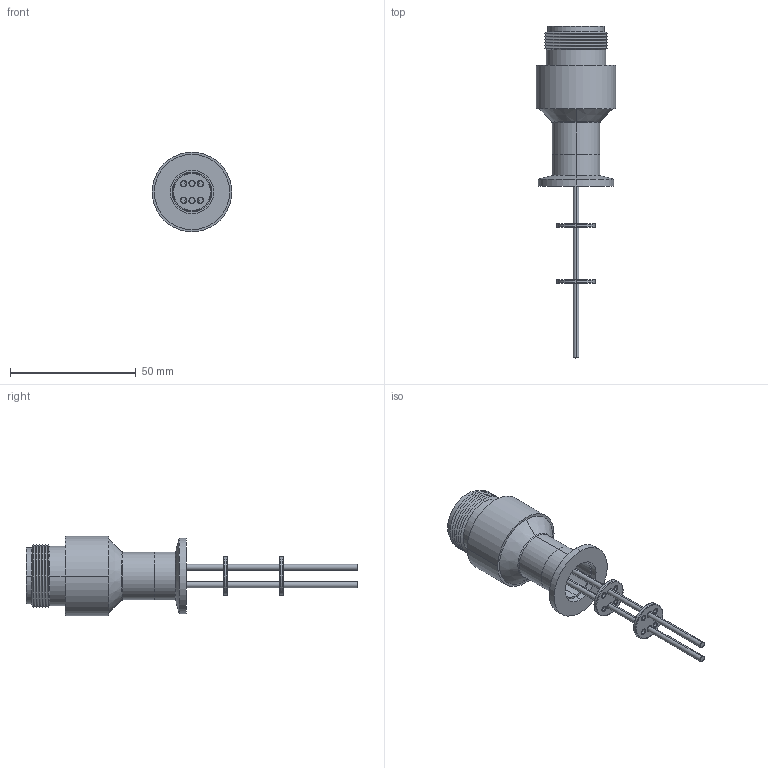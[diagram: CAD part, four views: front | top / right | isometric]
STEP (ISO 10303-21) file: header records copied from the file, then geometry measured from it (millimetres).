
FILE_DESCRIPTION (( 'STEP AP203' ), '1' );
FILE_NAME ('A2567-3-QF.STEP', '2013-05-03T11:58:17', ( '' ), ( '' ), 'SwSTEP 2.0', 'SolidWorks 2012', '' );
FILE_SCHEMA (( 'CONFIG_CONTROL_DESIGN' ));
Length unit declared in the file: inch
Products named in the file (1): A2567-3-QF
Bounding box: 31.75 x 132.19 x 31.75 mm (x, y, z)
Volume: 14759.5 mm3; surface area: 16880.8 mm2
Topology: 1 solids, 1 shells, 230 faces, 532 edges, 325 vertices
Faces by surface type: cone 94, cylinder 82, plane 38, torus 16
Entity records: 6683 total; most frequent: DIRECTION 1303, CARTESIAN_POINT 1105, ORIENTED_EDGE 1056, AXIS2_PLACEMENT_3D 551, EDGE_CURVE 528, VERTEX_POINT 325, CIRCLE 320, EDGE_LOOP 275
